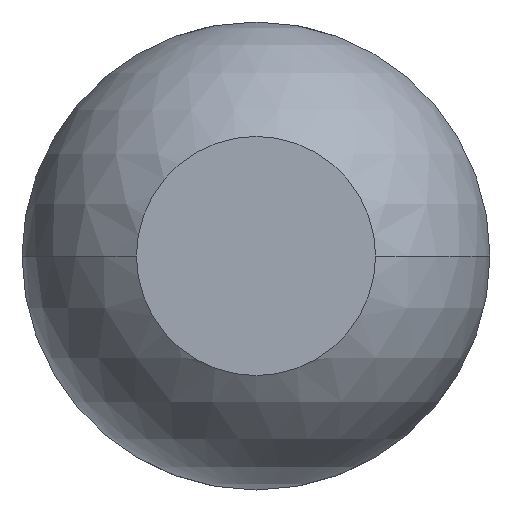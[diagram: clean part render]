
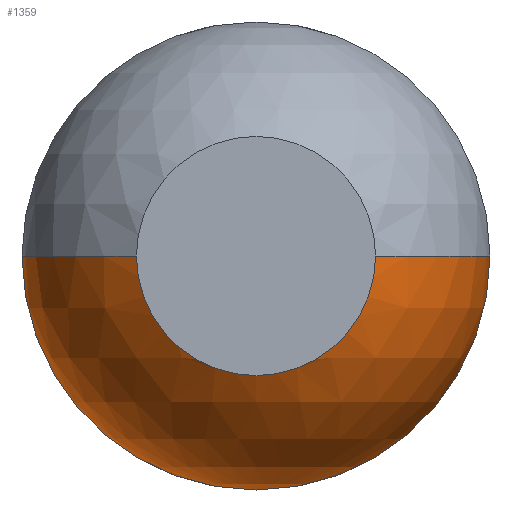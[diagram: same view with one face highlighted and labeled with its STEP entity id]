
A CAD part, front view. The second image highlights one B-rep face of the part: STEP entity #1359.
In plain terms, the highlighted spherical face has radius 0.685 mm.
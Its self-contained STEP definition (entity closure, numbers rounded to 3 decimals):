
#112 = CARTESIAN_POINT ( 'NONE',  ( 0., -30., 0. ) ) ;
#161 = EDGE_LOOP ( 'NONE', ( #5183, #1368, #2997, #1574, #3448, #2601 ) ) ;
#226 = CARTESIAN_POINT ( 'NONE',  ( 0., -29.411, 0. ) ) ;
#252 = CARTESIAN_POINT ( 'NONE',  ( 0., -29.411, 0. ) ) ;
#410 = DIRECTION ( 'NONE',  ( 0., 0., -1. ) ) ;
#552 = DIRECTION ( 'NONE',  ( 0., -1., 0. ) ) ;
#596 = AXIS2_PLACEMENT_3D ( 'NONE', #226, #3201, #2862 ) ;
#673 = DIRECTION ( 'NONE',  ( 0., 1., 0. ) ) ;
#838 = AXIS2_PLACEMENT_3D ( 'NONE', #3006, #3858, #2992 ) ;
#956 = VERTEX_POINT ( 'NONE', #4201 ) ;
#1044 = CIRCLE ( 'NONE', #5400, 0.35 ) ;
#1226 = DIRECTION ( 'NONE',  ( 0., 0., -1. ) ) ;
#1271 = DIRECTION ( 'NONE',  ( 1., 0., 0. ) ) ;
#1359 = ADVANCED_FACE ( 'Defeature ausgef�hrt1_33', ( #4564 ), #2976, .T. ) ;
#1368 = ORIENTED_EDGE ( 'NONE', *, *, #4301, .T. ) ;
#1446 = CIRCLE ( 'NONE', #838, 0.685 ) ;
#1574 = ORIENTED_EDGE ( 'NONE', *, *, #1852, .F. ) ;
#1602 = CARTESIAN_POINT ( 'NONE',  ( 0., -29.411, -0.685 ) ) ;
#1659 = CARTESIAN_POINT ( 'NONE',  ( 0., -29.411, 0. ) ) ;
#1791 = CARTESIAN_POINT ( 'NONE',  ( 0., -29.411, 0. ) ) ;
#1852 = EDGE_CURVE ( 'Defeature ausgef�hrt1_34+Defeature ausgef�hrt1_33+Defeature ausgef�hrt1_33+Defeature ausgef�hrt1_33', #2698, #3371, #4027, .T. ) ;
#2066 = AXIS2_PLACEMENT_3D ( 'NONE', #252, #673, #4051 ) ;
#2210 = DIRECTION ( 'NONE',  ( 1., 0., 0. ) ) ;
#2385 = CIRCLE ( 'NONE', #4140, 0.35 ) ;
#2446 = DIRECTION ( 'NONE',  ( 0., -1., 0. ) ) ;
#2580 = CIRCLE ( 'NONE', #2701, 0.685 ) ;
#2601 = ORIENTED_EDGE ( 'NONE', *, *, #3531, .F. ) ;
#2698 = VERTEX_POINT ( 'NONE', #3979 ) ;
#2701 = AXIS2_PLACEMENT_3D ( 'NONE', #1791, #3808, #2210 ) ;
#2812 = AXIS2_PLACEMENT_3D ( 'NONE', #1659, #410, #1271 ) ;
#2862 = DIRECTION ( 'NONE',  ( 0., 0., 1. ) ) ;
#2868 = EDGE_CURVE ( 'Defeature ausgef�hrt1_34+Defeature ausgef�hrt1_33+Defeature ausgef�hrt1_33+Defeature ausgef�hrt1_33', #3371, #3879, #3430, .T. ) ;
#2976 = SPHERICAL_SURFACE ( 'NONE', #2812, 0.685 ) ;
#2992 = DIRECTION ( 'NONE',  ( -1., 0., 0. ) ) ;
#2997 = ORIENTED_EDGE ( 'NONE', *, *, #2868, .F. ) ;
#3006 = CARTESIAN_POINT ( 'NONE',  ( 0., -29.411, 0. ) ) ;
#3201 = DIRECTION ( 'NONE',  ( 0., 1., 0. ) ) ;
#3371 = VERTEX_POINT ( 'NONE', #1602 ) ;
#3430 = CIRCLE ( 'NONE', #596, 0.685 ) ;
#3448 = ORIENTED_EDGE ( 'NONE', *, *, #4947, .F. ) ;
#3472 = CARTESIAN_POINT ( 'NONE',  ( 0., -30., -0.35 ) ) ;
#3512 = DIRECTION ( 'NONE',  ( 0., 0., -1. ) ) ;
#3531 = EDGE_CURVE ( 'Defeature ausgef�hrt1_35+Defeature ausgef�hrt1_33+Defeature ausgef�hrt1_33+Defeature ausgef�hrt1_33', #5075, #956, #1044, .T. ) ;
#3808 = DIRECTION ( 'NONE',  ( 0., 0., 1. ) ) ;
#3858 = DIRECTION ( 'NONE',  ( 0., 0., -1. ) ) ;
#3879 = VERTEX_POINT ( 'NONE', #5509 ) ;
#3919 = EDGE_CURVE ( 'Defeature ausgef�hrt1_35+Defeature ausgef�hrt1_33+Defeature ausgef�hrt1_33+Defeature ausgef�hrt1_33', #4671, #5075, #2385, .T. ) ;
#3979 = CARTESIAN_POINT ( 'NONE',  ( 0.685, -29.411, 0. ) ) ;
#4027 = CIRCLE ( 'NONE', #2066, 0.685 ) ;
#4051 = DIRECTION ( 'NONE',  ( 0., 0., 1. ) ) ;
#4140 = AXIS2_PLACEMENT_3D ( 'NONE', #112, #552, #3512 ) ;
#4201 = CARTESIAN_POINT ( 'NONE',  ( 0.35, -30., 0. ) ) ;
#4301 = EDGE_CURVE ( 'NONE', #4671, #3879, #1446, .T. ) ;
#4564 = FACE_OUTER_BOUND ( 'NONE', #161, .T. ) ;
#4671 = VERTEX_POINT ( 'NONE', #4895 ) ;
#4895 = CARTESIAN_POINT ( 'NONE',  ( -0.35, -30., 0. ) ) ;
#4947 = EDGE_CURVE ( 'NONE', #956, #2698, #2580, .T. ) ;
#5075 = VERTEX_POINT ( 'NONE', #3472 ) ;
#5183 = ORIENTED_EDGE ( 'NONE', *, *, #3919, .F. ) ;
#5400 = AXIS2_PLACEMENT_3D ( 'NONE', #5405, #2446, #1226 ) ;
#5405 = CARTESIAN_POINT ( 'NONE',  ( 0., -30., 0. ) ) ;
#5509 = CARTESIAN_POINT ( 'NONE',  ( -0.685, -29.411, 0. ) ) ;
